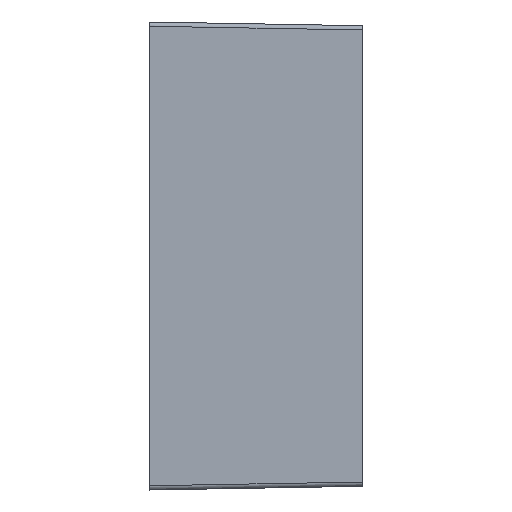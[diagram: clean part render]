
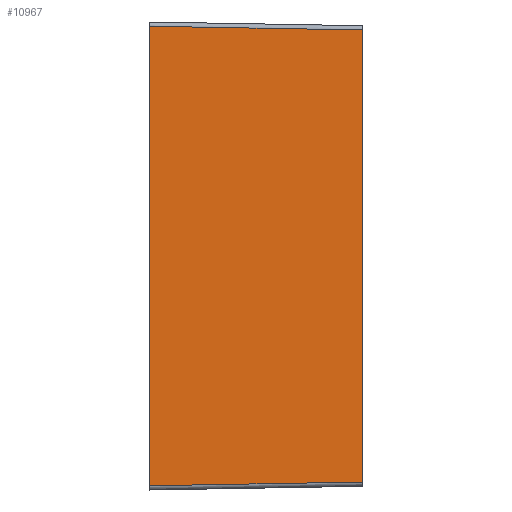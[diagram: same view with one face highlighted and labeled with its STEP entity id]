
A CAD part, left-side view. The second image highlights one B-rep face of the part: STEP entity #10967.
In plain terms, the highlighted planar face has unit normal (-1, -0.018, 0).
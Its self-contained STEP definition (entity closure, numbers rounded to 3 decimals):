
#1 = EDGE_CURVE ( 'NONE', #1536, #1044, #2316, .T. ) ;
#212 = CARTESIAN_POINT ( 'NONE',  ( -223.254, -100., -106.255 ) ) ;
#277 = VERTEX_POINT ( 'NONE', #212 ) ;
#511 = DIRECTION ( 'NONE',  ( -1., -0.017, 0. ) ) ;
#853 = VECTOR ( 'NONE', #11735, 1000. ) ;
#1044 = VERTEX_POINT ( 'NONE', #12322 ) ;
#1512 = CARTESIAN_POINT ( 'NONE',  ( -224.934, -3.803, -107.934 ) ) ;
#1536 = VERTEX_POINT ( 'NONE', #13838 ) ;
#2080 = EDGE_CURVE ( 'NONE', #11550, #1044, #5232, .T. ) ;
#2316 = LINE ( 'NONE', #8957, #8734 ) ;
#3403 = DIRECTION ( 'NONE',  ( 0., 0., 1. ) ) ;
#4881 = DIRECTION ( 'NONE',  ( 0.017, -1., 0. ) ) ;
#4921 = EDGE_CURVE ( 'NONE', #1536, #277, #10366, .T. ) ;
#5183 = ORIENTED_EDGE ( 'NONE', *, *, #4921, .T. ) ;
#5232 = LINE ( 'NONE', #13788, #9467 ) ;
#6511 = LINE ( 'NONE', #12195, #853 ) ;
#6690 = CARTESIAN_POINT ( 'NONE',  ( -223.254, -100., 106.255 ) ) ;
#6870 = ORIENTED_EDGE ( 'NONE', *, *, #12727, .F. ) ;
#7129 = ORIENTED_EDGE ( 'NONE', *, *, #2080, .T. ) ;
#8734 = VECTOR ( 'NONE', #3403, 1000. ) ;
#8957 = CARTESIAN_POINT ( 'NONE',  ( -225., 0., 110. ) ) ;
#9284 = FACE_OUTER_BOUND ( 'NONE', #11940, .T. ) ;
#9359 = DIRECTION ( 'NONE',  ( 0.017, -1., 0.017 ) ) ;
#9467 = VECTOR ( 'NONE', #11704, 1000. ) ;
#9549 = ORIENTED_EDGE ( 'NONE', *, *, #1, .F. ) ;
#9945 = AXIS2_PLACEMENT_3D ( 'NONE', #10285, #511, #4881 ) ;
#10139 = PLANE ( 'NONE',  #9945 ) ;
#10285 = CARTESIAN_POINT ( 'NONE',  ( -225., 0., 110. ) ) ;
#10366 = LINE ( 'NONE', #1512, #11296 ) ;
#10967 = ADVANCED_FACE ( 'NONE', ( #9284 ), #10139, .T. ) ;
#11296 = VECTOR ( 'NONE', #9359, 1000. ) ;
#11550 = VERTEX_POINT ( 'NONE', #6690 ) ;
#11704 = DIRECTION ( 'NONE',  ( -0.017, 1., 0.017 ) ) ;
#11735 = DIRECTION ( 'NONE',  ( 0., 0., -1. ) ) ;
#11940 = EDGE_LOOP ( 'NONE', ( #6870, #7129, #9549, #5183 ) ) ;
#12195 = CARTESIAN_POINT ( 'NONE',  ( -223.254, -100., 110. ) ) ;
#12322 = CARTESIAN_POINT ( 'NONE',  ( -225., 0., 108. ) ) ;
#12727 = EDGE_CURVE ( 'NONE', #11550, #277, #6511, .T. ) ;
#13788 = CARTESIAN_POINT ( 'NONE',  ( -225.001, 0.035, 108.001 ) ) ;
#13838 = CARTESIAN_POINT ( 'NONE',  ( -225., 0., -108. ) ) ;
